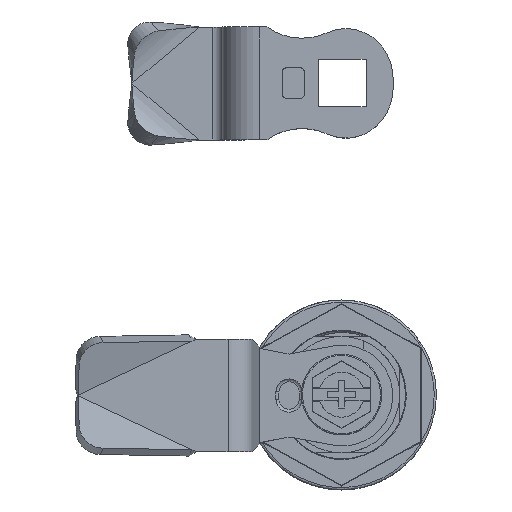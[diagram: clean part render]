
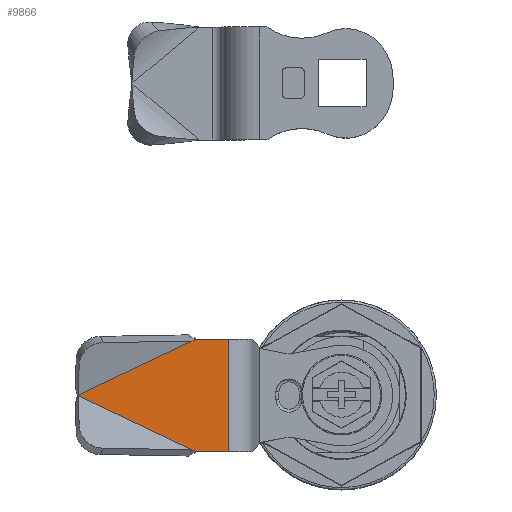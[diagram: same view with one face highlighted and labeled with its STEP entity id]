
A CAD part, top view. The second image highlights one B-rep face of the part: STEP entity #9866.
In plain terms, the highlighted planar face has unit normal (0, 0, 1).
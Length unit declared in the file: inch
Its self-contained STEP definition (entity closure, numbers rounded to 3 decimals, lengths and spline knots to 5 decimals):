
#97 = EDGE_CURVE ( 'NONE', #5893, #8524, #5490, .T. ) ;
#530 = ORIENTED_EDGE ( 'NONE', *, *, #9132, .F. ) ;
#745 = ORIENTED_EDGE ( 'NONE', *, *, #2701, .F. ) ;
#753 = CARTESIAN_POINT ( 'NONE',  ( -0.99278, 0.35463, 1.53507 ) ) ;
#875 = CARTESIAN_POINT ( 'NONE',  ( -0.99278, -0.36653, 1.53507 ) ) ;
#972 = DIRECTION ( 'NONE',  ( 0., 1., 0. ) ) ;
#1210 = ORIENTED_EDGE ( 'NONE', *, *, #2874, .F. ) ;
#1408 = CARTESIAN_POINT ( 'NONE',  ( -0.96449, 0.36807, 1.53507 ) ) ;
#1432 = LINE ( 'NONE', #3721, #4414 ) ;
#1518 = DIRECTION ( 'NONE',  ( 0.903, -0.429, 0. ) ) ;
#1562 = VERTEX_POINT ( 'NONE', #1408 ) ;
#1718 = CARTESIAN_POINT ( 'NONE',  ( -0.75321, -0.00595, 1.53507 ) ) ;
#1926 = ORIENTED_EDGE ( 'NONE', *, *, #7716, .F. ) ;
#2176 = LINE ( 'NONE', #6235, #2997 ) ;
#2466 = EDGE_CURVE ( 'NONE', #8926, #8524, #7928, .T. ) ;
#2602 = ORIENTED_EDGE ( 'NONE', *, *, #3493, .T. ) ;
#2701 = EDGE_CURVE ( 'NONE', #6310, #6593, #1432, .T. ) ;
#2874 = EDGE_CURVE ( 'NONE', #6593, #7734, #4335, .T. ) ;
#2996 = LINE ( 'NONE', #5382, #8336 ) ;
#2997 = VECTOR ( 'NONE', #9331, 39.37008 ) ;
#3205 = PLANE ( 'NONE',  #3511 ) ;
#3248 = DIRECTION ( 'NONE',  ( 0., 0., 1. ) ) ;
#3271 = VECTOR ( 'NONE', #7110, 39.37008 ) ;
#3299 = FACE_OUTER_BOUND ( 'NONE', #3957, .T. ) ;
#3467 = DIRECTION ( 'NONE',  ( -0.903, 0.429, 0. ) ) ;
#3493 = EDGE_CURVE ( 'NONE', #6310, #9094, #8658, .T. ) ;
#3511 = AXIS2_PLACEMENT_3D ( 'NONE', #4822, #3248, #9228 ) ;
#3616 = CARTESIAN_POINT ( 'NONE',  ( -1.74551, -0.00898, 1.53507 ) ) ;
#3696 = ORIENTED_EDGE ( 'NONE', *, *, #97, .F. ) ;
#3721 = CARTESIAN_POINT ( 'NONE',  ( -1.20459, -0.37996, 1.53507 ) ) ;
#3957 = EDGE_LOOP ( 'NONE', ( #745, #2602, #1926, #7059, #4565, #3696, #530, #4567, #1210 ) ) ;
#4005 = VECTOR ( 'NONE', #3467, 39.37008 ) ;
#4037 = VERTEX_POINT ( 'NONE', #3616 ) ;
#4143 = CARTESIAN_POINT ( 'NONE',  ( -1.75189, -0.00595, 1.53507 ) ) ;
#4185 = CARTESIAN_POINT ( 'NONE',  ( -1.7487, -0.00746, 1.53507 ) ) ;
#4335 = LINE ( 'NONE', #7476, #7655 ) ;
#4414 = VECTOR ( 'NONE', #6863, 39.37008 ) ;
#4565 = ORIENTED_EDGE ( 'NONE', *, *, #2466, .T. ) ;
#4567 = ORIENTED_EDGE ( 'NONE', *, *, #8625, .T. ) ;
#4585 = VECTOR ( 'NONE', #972, 39.37008 ) ;
#4822 = CARTESIAN_POINT ( 'NONE',  ( 0.20885, -0.00595, 1.53507 ) ) ;
#5382 = CARTESIAN_POINT ( 'NONE',  ( -1.74551, -0.00898, 1.53507 ) ) ;
#5490 = LINE ( 'NONE', #7008, #3271 ) ;
#5745 = CARTESIAN_POINT ( 'NONE',  ( -0.99278, 0.35463, 1.53507 ) ) ;
#5749 = CARTESIAN_POINT ( 'NONE',  ( -0.75321, 0.36807, 1.53507 ) ) ;
#5757 = CARTESIAN_POINT ( 'NONE',  ( -0.96449, 0.36807, 1.53507 ) ) ;
#5784 = CARTESIAN_POINT ( 'NONE',  ( -0.96449, -0.37996, 1.53507 ) ) ;
#5893 = VERTEX_POINT ( 'NONE', #4143 ) ;
#5899 = EDGE_CURVE ( 'NONE', #1562, #8926, #6511, .T. ) ;
#6023 = VECTOR ( 'NONE', #8831, 39.37008 ) ;
#6232 = VECTOR ( 'NONE', #7896, 39.37008 ) ;
#6235 = CARTESIAN_POINT ( 'NONE',  ( -1.20459, 0.36807, 1.53507 ) ) ;
#6310 = VERTEX_POINT ( 'NONE', #8570 ) ;
#6348 = CARTESIAN_POINT ( 'NONE',  ( -1.74551, -0.00292, 1.53507 ) ) ;
#6504 = LINE ( 'NONE', #4185, #4005 ) ;
#6511 = LINE ( 'NONE', #5757, #6232 ) ;
#6593 = VERTEX_POINT ( 'NONE', #5784 ) ;
#6863 = DIRECTION ( 'NONE',  ( -1., 0., 0. ) ) ;
#7008 = CARTESIAN_POINT ( 'NONE',  ( -1.7487, -0.00443, 1.53507 ) ) ;
#7059 = ORIENTED_EDGE ( 'NONE', *, *, #5899, .T. ) ;
#7110 = DIRECTION ( 'NONE',  ( 0.903, 0.429, 0. ) ) ;
#7476 = CARTESIAN_POINT ( 'NONE',  ( -0.97863, -0.37325, 1.53507 ) ) ;
#7655 = VECTOR ( 'NONE', #8886, 39.37008 ) ;
#7716 = EDGE_CURVE ( 'NONE', #1562, #9094, #2176, .T. ) ;
#7734 = VERTEX_POINT ( 'NONE', #875 ) ;
#7896 = DIRECTION ( 'NONE',  ( -0.903, -0.429, 0. ) ) ;
#7928 = LINE ( 'NONE', #5745, #6023 ) ;
#8336 = VECTOR ( 'NONE', #1518, 39.37008 ) ;
#8524 = VERTEX_POINT ( 'NONE', #6348 ) ;
#8570 = CARTESIAN_POINT ( 'NONE',  ( -0.75321, -0.37996, 1.53507 ) ) ;
#8625 = EDGE_CURVE ( 'NONE', #4037, #7734, #2996, .T. ) ;
#8658 = LINE ( 'NONE', #1718, #4585 ) ;
#8831 = DIRECTION ( 'NONE',  ( -0.903, -0.429, 0. ) ) ;
#8886 = DIRECTION ( 'NONE',  ( -0.903, 0.429, 0. ) ) ;
#8926 = VERTEX_POINT ( 'NONE', #753 ) ;
#9094 = VERTEX_POINT ( 'NONE', #5749 ) ;
#9132 = EDGE_CURVE ( 'NONE', #4037, #5893, #6504, .T. ) ;
#9228 = DIRECTION ( 'NONE',  ( 0., -1., 0. ) ) ;
#9331 = DIRECTION ( 'NONE',  ( 1., 0., 0. ) ) ;
#9866 = ADVANCED_FACE ( 'NONE', ( #3299 ), #3205, .T. ) ;
